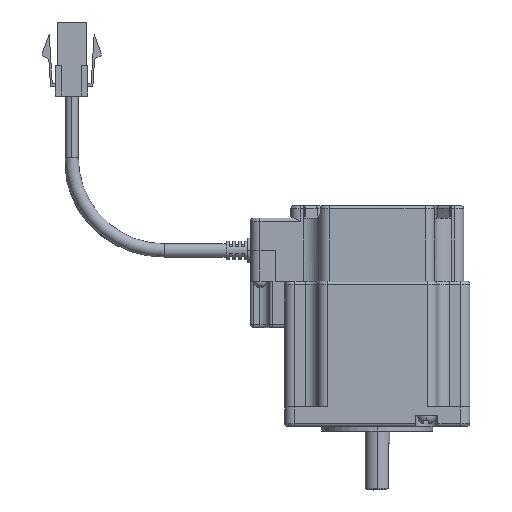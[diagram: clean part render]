
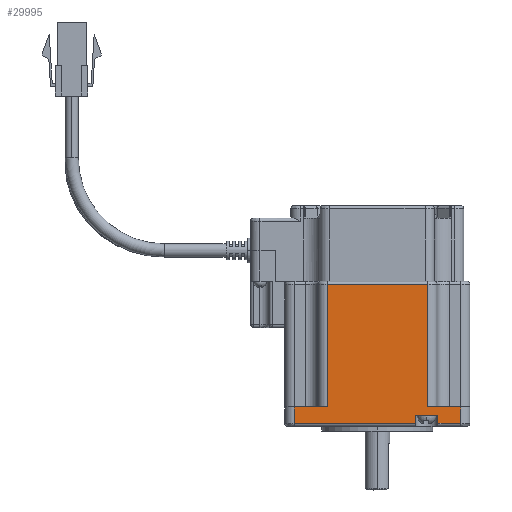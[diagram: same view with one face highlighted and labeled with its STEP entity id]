
A CAD part, left-side view. The second image highlights one B-rep face of the part: STEP entity #29995.
In plain terms, the highlighted face is planar.
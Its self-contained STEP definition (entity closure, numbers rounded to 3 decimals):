
#1293 = EDGE_CURVE ( 'NONE', #20279, #20285, #8595, .T. ) ;
#1302 = EDGE_CURVE ( 'NONE', #20285, #20236, #8609, .T. ) ;
#1304 = EDGE_CURVE ( 'NONE', #20236, #20293, #8613, .T. ) ;
#1305 = EDGE_CURVE ( 'NONE', #20293, #20291, #8614, .T. ) ;
#1308 = EDGE_CURVE ( 'NONE', #20291, #20289, #8620, .T. ) ;
#1310 = EDGE_CURVE ( 'NONE', #20289, #20292, #8624, .T. ) ;
#1311 = EDGE_CURVE ( 'NONE', #20292, #20249, #8625, .T. ) ;
#1313 = EDGE_CURVE ( 'NONE', #20249, #20294, #8608, .T. ) ;
#1321 = EDGE_CURVE ( 'NONE', #20294, #20787, #8640, .T. ) ;
#1357 = EDGE_CURVE ( 'NONE', #20810, #20279, #23590, .T. ) ;
#1359 = EDGE_CURVE ( 'NONE', #20807, #20787, #23594, .T. ) ;
#1360 = EDGE_CURVE ( 'NONE', #20810, #20807, #23600, .T. ) ;
#2373 = DIRECTION ( 'NONE',  ( 0., 0., -1. ) ) ;
#2386 = DIRECTION ( 'NONE',  ( 0., 0., -1. ) ) ;
#2417 = CARTESIAN_POINT ( 'NONE',  ( 92.176, 1.992, -185.35 ) ) ;
#2427 = CARTESIAN_POINT ( 'NONE',  ( 92.176, -14.308, -166. ) ) ;
#2437 = DIRECTION ( 'NONE',  ( 0., 1., 0. ) ) ;
#4322 = FACE_OUTER_BOUND ( 'NONE', #19428, .T. ) ;
#4932 = CARTESIAN_POINT ( 'NONE',  ( 92.176, -41.308, -211. ) ) ;
#4945 = CARTESIAN_POINT ( 'NONE',  ( 92.176, 12.692, -211. ) ) ;
#4975 = CARTESIAN_POINT ( 'NONE',  ( 92.176, -30.608, -205.7 ) ) ;
#4981 = CARTESIAN_POINT ( 'NONE',  ( 92.176, -41.308, -205.7 ) ) ;
#4985 = CARTESIAN_POINT ( 'NONE',  ( 92.176, 5.292, -208.5 ) ) ;
#4987 = CARTESIAN_POINT ( 'NONE',  ( 92.176, -2.108, -208.5 ) ) ;
#4988 = CARTESIAN_POINT ( 'NONE',  ( 92.176, 5.292, -211. ) ) ;
#4989 = CARTESIAN_POINT ( 'NONE',  ( 92.176, -2.108, -211. ) ) ;
#4990 = CARTESIAN_POINT ( 'NONE',  ( 92.176, 12.692, -205.7 ) ) ;
#5029 = CARTESIAN_POINT ( 'NONE',  ( 92.176, 1.992, -205.7 ) ) ;
#5049 = CARTESIAN_POINT ( 'NONE',  ( 92.176, 1.992, -166. ) ) ;
#5052 = CARTESIAN_POINT ( 'NONE',  ( 92.176, -30.608, -166. ) ) ;
#8595 = LINE ( 'NONE', #23866, #8598 ) ;
#8598 = VECTOR ( 'NONE', #23875, 1000. ) ;
#8608 = LINE ( 'NONE', #24221, #8631 ) ;
#8609 = LINE ( 'NONE', #24041, #8612 ) ;
#8612 = VECTOR ( 'NONE', #24037, 1000. ) ;
#8613 = LINE ( 'NONE', #24012, #8615 ) ;
#8614 = LINE ( 'NONE', #24094, #8617 ) ;
#8615 = VECTOR ( 'NONE', #23990, 1000. ) ;
#8617 = VECTOR ( 'NONE', #24106, 1000. ) ;
#8620 = LINE ( 'NONE', #24142, #8623 ) ;
#8623 = VECTOR ( 'NONE', #24166, 1000. ) ;
#8624 = LINE ( 'NONE', #24050, #8626 ) ;
#8625 = LINE ( 'NONE', #24194, #8628 ) ;
#8626 = VECTOR ( 'NONE', #24073, 1000. ) ;
#8628 = VECTOR ( 'NONE', #24203, 1000. ) ;
#8631 = VECTOR ( 'NONE', #24177, 1000. ) ;
#8640 = LINE ( 'NONE', #24462, #8644 ) ;
#8644 = VECTOR ( 'NONE', #24427, 1000. ) ;
#11257 = CARTESIAN_POINT ( 'NONE',  ( 92.176, -44.308, -212. ) ) ;
#11262 = PLANE ( 'NONE',  #11550 ) ;
#11265 = DIRECTION ( 'NONE',  ( 1., 0., 0. ) ) ;
#11266 = DIRECTION ( 'NONE',  ( 0., 1., 0. ) ) ;
#11550 = AXIS2_PLACEMENT_3D ( 'NONE', #11257, #11265, #11266 ) ;
#19221 = ORIENTED_EDGE ( 'NONE', *, *, #1321, .T. ) ;
#19222 = ORIENTED_EDGE ( 'NONE', *, *, #1359, .F. ) ;
#19223 = ORIENTED_EDGE ( 'NONE', *, *, #1360, .F. ) ;
#19224 = ORIENTED_EDGE ( 'NONE', *, *, #1357, .T. ) ;
#19225 = ORIENTED_EDGE ( 'NONE', *, *, #1293, .T. ) ;
#19226 = ORIENTED_EDGE ( 'NONE', *, *, #1302, .T. ) ;
#19227 = ORIENTED_EDGE ( 'NONE', *, *, #1304, .T. ) ;
#19228 = ORIENTED_EDGE ( 'NONE', *, *, #1305, .T. ) ;
#19229 = ORIENTED_EDGE ( 'NONE', *, *, #1308, .T. ) ;
#19230 = ORIENTED_EDGE ( 'NONE', *, *, #1310, .T. ) ;
#19231 = ORIENTED_EDGE ( 'NONE', *, *, #1311, .T. ) ;
#19232 = ORIENTED_EDGE ( 'NONE', *, *, #1313, .T. ) ;
#19428 = EDGE_LOOP ( 'NONE', ( #19221, #19222, #19223, #19224, #19225, #19226, #19227, #19228, #19229, #19230, #19231, #19232 ) ) ;
#20236 = VERTEX_POINT ( 'NONE', #4932 ) ;
#20249 = VERTEX_POINT ( 'NONE', #4945 ) ;
#20279 = VERTEX_POINT ( 'NONE', #4975 ) ;
#20285 = VERTEX_POINT ( 'NONE', #4981 ) ;
#20289 = VERTEX_POINT ( 'NONE', #4985 ) ;
#20291 = VERTEX_POINT ( 'NONE', #4987 ) ;
#20292 = VERTEX_POINT ( 'NONE', #4988 ) ;
#20293 = VERTEX_POINT ( 'NONE', #4989 ) ;
#20294 = VERTEX_POINT ( 'NONE', #4990 ) ;
#20787 = VERTEX_POINT ( 'NONE', #5029 ) ;
#20807 = VERTEX_POINT ( 'NONE', #5049 ) ;
#20810 = VERTEX_POINT ( 'NONE', #5052 ) ;
#23590 = LINE ( 'NONE', #24609, #23598 ) ;
#23594 = LINE ( 'NONE', #2417, #23601 ) ;
#23598 = VECTOR ( 'NONE', #2386, 1000. ) ;
#23600 = LINE ( 'NONE', #2427, #23604 ) ;
#23601 = VECTOR ( 'NONE', #2373, 1000. ) ;
#23604 = VECTOR ( 'NONE', #2437, 1000. ) ;
#23866 = CARTESIAN_POINT ( 'NONE',  ( 92.176, -14.308, -205.7 ) ) ;
#23875 = DIRECTION ( 'NONE',  ( 0., -1., 0. ) ) ;
#23990 = DIRECTION ( 'NONE',  ( 0., 1., 0. ) ) ;
#24012 = CARTESIAN_POINT ( 'NONE',  ( 92.176, -14.308, -211. ) ) ;
#24037 = DIRECTION ( 'NONE',  ( 0., 0., -1. ) ) ;
#24041 = CARTESIAN_POINT ( 'NONE',  ( 92.176, -41.308, -188.5 ) ) ;
#24050 = CARTESIAN_POINT ( 'NONE',  ( 92.176, 5.292, -188.5 ) ) ;
#24073 = DIRECTION ( 'NONE',  ( 0., 0., -1. ) ) ;
#24094 = CARTESIAN_POINT ( 'NONE',  ( 92.176, -2.108, -188.5 ) ) ;
#24106 = DIRECTION ( 'NONE',  ( 0., 0., 1. ) ) ;
#24142 = CARTESIAN_POINT ( 'NONE',  ( 92.176, -14.308, -208.5 ) ) ;
#24166 = DIRECTION ( 'NONE',  ( 0., 1., 0. ) ) ;
#24177 = DIRECTION ( 'NONE',  ( 0., 0., 1. ) ) ;
#24194 = CARTESIAN_POINT ( 'NONE',  ( 92.176, -14.308, -211. ) ) ;
#24203 = DIRECTION ( 'NONE',  ( 0., 1., 0. ) ) ;
#24221 = CARTESIAN_POINT ( 'NONE',  ( 92.176, 12.692, -188.5 ) ) ;
#24427 = DIRECTION ( 'NONE',  ( 0., -1., 0. ) ) ;
#24462 = CARTESIAN_POINT ( 'NONE',  ( 92.176, -14.308, -205.7 ) ) ;
#24609 = CARTESIAN_POINT ( 'NONE',  ( 92.176, -30.608, -188.5 ) ) ;
#29995 = ADVANCED_FACE ( 'NONE', ( #4322 ), #11262, .T. ) ;
